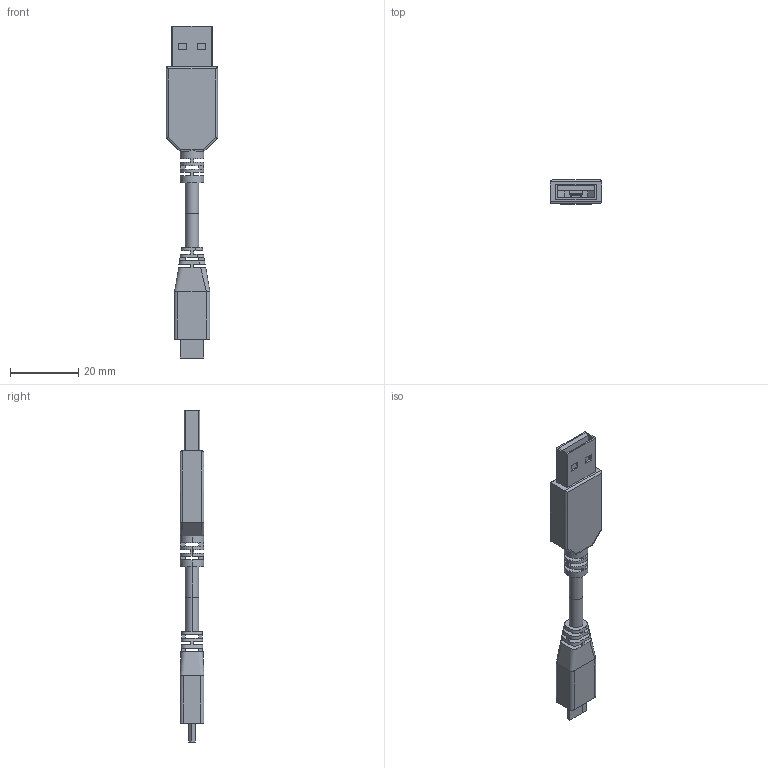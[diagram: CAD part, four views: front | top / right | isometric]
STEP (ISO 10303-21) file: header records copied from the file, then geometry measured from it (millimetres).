
FILE_DESCRIPTION (( 'STEP AP214' ), '1' );
FILE_NAME ('USB 2.0 A-Male to Micro B-Male Cable.step', '2016-10-28T07:00:52', ( 'dell' ), ( '' ), 'SwSTEP 2.0', 'SolidWorks 2013', '' );
FILE_SCHEMA (( 'AUTOMOTIVE_DESIGN' ));
Length unit declared in the file: millimetre
Products named in the file (1): USB 2.0 A-Male to Micro B-Male Cable
Bounding box: 15 x 7 x 97.5 mm (x, y, z)
Surface area: 3564.7 mm2 (no closed solid volume)
Topology: 0 solids, 2 shells, 138 faces, 416 edges, 274 vertices
Faces by surface type: plane 108, cylinder 28, bspline 2
Entity records: 6956 total; most frequent: CARTESIAN_POINT 1807, ORIENTED_EDGE 760, DIRECTION 688, EDGE_CURVE 416, VECTOR 274, VERTEX_POINT 274, LINE 274, AXIS2_PLACEMENT_3D 207
